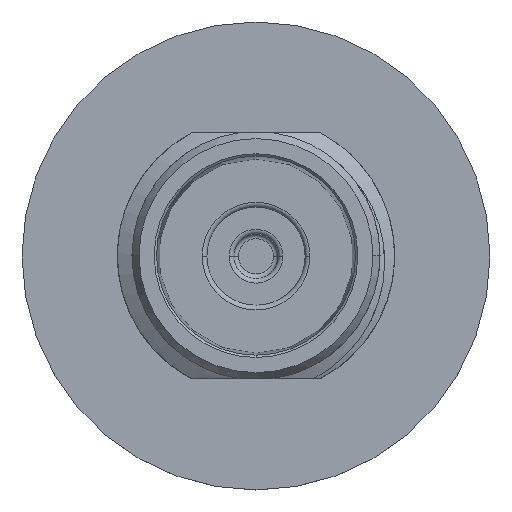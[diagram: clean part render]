
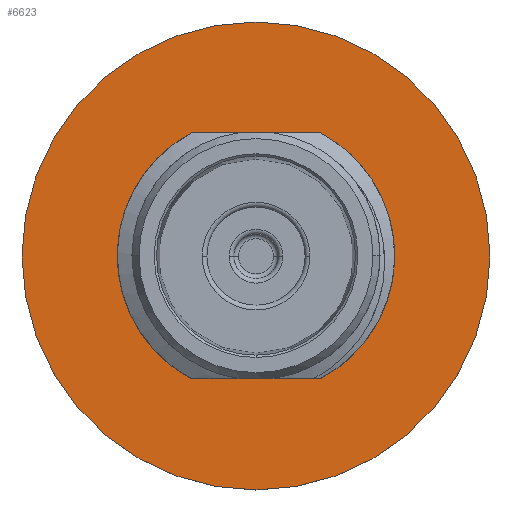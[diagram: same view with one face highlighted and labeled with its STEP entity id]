
A CAD part, top view. The second image highlights one B-rep face of the part: STEP entity #6623.
In plain terms, the highlighted planar face has unit normal (0, 0, 1).
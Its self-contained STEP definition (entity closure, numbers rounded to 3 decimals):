
#956=CARTESIAN_POINT('',(0.,0.,5.5));
#957=DIRECTION('',(0.,0.,1.));
#958=DIRECTION('',(1.,0.,0.));
#959=AXIS2_PLACEMENT_3D('',#956,#957,#958);
#961=CARTESIAN_POINT('',(0.,0.,5.5));
#962=DIRECTION('',(0.,0.,1.));
#963=DIRECTION('',(-1.,0.,0.));
#964=AXIS2_PLACEMENT_3D('',#961,#962,#963);
#966=CARTESIAN_POINT('',(-4.959,-3.242,5.5));
#967=CARTESIAN_POINT('',(-4.796,-3.468,5.5));
#968=CARTESIAN_POINT('',(-4.442,-3.891,5.5));
#969=CARTESIAN_POINT('',(-3.822,-4.451,5.5));
#970=CARTESIAN_POINT('',(-3.139,-4.91,5.5));
#971=CARTESIAN_POINT('',(-2.648,-5.148,5.5));
#972=CARTESIAN_POINT('',(-2.393,-5.25,5.5));
#974=DIRECTION('',(-1.,0.,0.));
#975=VECTOR('',#974,4.221);
#976=CARTESIAN_POINT('',(1.828,-5.25,5.5));
#977=LINE('',#976,#975);
#978=CARTESIAN_POINT('',(1.828,-5.25,5.5));
#979=CARTESIAN_POINT('',(2.099,-5.14,5.5));
#980=CARTESIAN_POINT('',(2.614,-4.882,5.5));
#981=CARTESIAN_POINT('',(3.315,-4.384,5.5));
#982=CARTESIAN_POINT('',(3.928,-3.781,5.5));
#983=CARTESIAN_POINT('',(4.434,-3.099,5.5));
#984=CARTESIAN_POINT('',(4.826,-2.345,5.5));
#985=CARTESIAN_POINT('',(5.003,-1.816,5.5));
#986=CARTESIAN_POINT('',(5.071,-1.542,5.5));
#988=CARTESIAN_POINT('',(4.528,2.755,5.5));
#989=CARTESIAN_POINT('',(4.405,2.983,5.5));
#990=CARTESIAN_POINT('',(4.128,3.417,5.5));
#991=CARTESIAN_POINT('',(3.621,4.004,5.5));
#992=CARTESIAN_POINT('',(3.026,4.519,5.5));
#993=CARTESIAN_POINT('',(2.365,4.941,5.5));
#994=CARTESIAN_POINT('',(1.886,5.158,5.5));
#995=CARTESIAN_POINT('',(1.636,5.25,5.5));
#997=DIRECTION('',(1.,0.,0.));
#998=VECTOR('',#997,3.834);
#999=CARTESIAN_POINT('',(-2.198,5.25,5.5));
#1000=LINE('',#999,#998);
#1001=CARTESIAN_POINT('',(-2.198,5.25,5.5));
#1002=CARTESIAN_POINT('',(-2.453,5.157,5.5));
#1003=CARTESIAN_POINT('',(-2.946,4.938,5.5));
#1004=CARTESIAN_POINT('',(-3.638,4.503,5.5));
#1005=CARTESIAN_POINT('',(-4.263,3.974,5.5));
#1006=CARTESIAN_POINT('',(-4.812,3.356,5.5));
#1007=CARTESIAN_POINT('',(-5.269,2.667,5.5));
#1008=CARTESIAN_POINT('',(-5.507,2.167,5.5));
#1009=CARTESIAN_POINT('',(-5.61,1.907,5.5));
#1011=CARTESIAN_POINT('',(-5.61,1.907,5.5));
#1012=CARTESIAN_POINT('',(-5.689,1.674,5.5));
#1013=CARTESIAN_POINT('',(-5.816,1.205,5.5));
#1014=CARTESIAN_POINT('',(-5.919,0.492,5.5));
#1015=CARTESIAN_POINT('',(-5.935,-0.223,5.5));
#1016=CARTESIAN_POINT('',(-5.864,-0.954,5.5));
#1017=CARTESIAN_POINT('',(-5.692,-1.711,5.5));
#1018=CARTESIAN_POINT('',(-5.397,-2.493,5.5));
#1019=CARTESIAN_POINT('',(-5.121,-2.995,5.5));
#1020=CARTESIAN_POINT('',(-4.959,-3.242,5.5));
#1057=CARTESIAN_POINT('',(-2.393,-5.25,5.5));
#1076=CARTESIAN_POINT('',(1.828,-5.25,5.5));
#1276=CARTESIAN_POINT('',(-2.198,5.25,5.5));
#1294=CARTESIAN_POINT('',(1.636,5.25,5.5));
#1382=CARTESIAN_POINT('',(0.,0.,5.5));
#1383=DIRECTION('',(0.,0.,-1.));
#1384=DIRECTION('',(0.854,0.52,0.));
#1385=AXIS2_PLACEMENT_3D('',#1382,#1383,#1384);
#4955=CARTESIAN_POINT('',(10.,0.,5.5));
#4956=CARTESIAN_POINT('',(-10.,0.,5.5));
#4957=VERTEX_POINT('',#4955);
#4958=VERTEX_POINT('',#4956);
#5695=CARTESIAN_POINT('',(4.528,2.755,5.5));
#5696=CARTESIAN_POINT('',(5.071,-1.542,5.5));
#5697=VERTEX_POINT('',#5695);
#5698=VERTEX_POINT('',#5696);
#5703=VERTEX_POINT('',#1011);
#5704=VERTEX_POINT('',#1020);
#5731=VERTEX_POINT('',#1294);
#5734=VERTEX_POINT('',#1276);
#5737=VERTEX_POINT('',#1057);
#5740=VERTEX_POINT('',#1076);
#6596=CARTESIAN_POINT('',(0.,0.,5.5));
#6597=DIRECTION('',(0.,0.,1.));
#6598=DIRECTION('',(1.,0.,0.));
#6599=AXIS2_PLACEMENT_3D('',#6596,#6597,#6598);
#6600=PLANE('',#6599);
#6601=ORIENTED_EDGE('',*,*,#6576,.F.);
#6602=ORIENTED_EDGE('',*,*,#6590,.F.);
#6603=EDGE_LOOP('',(#6601,#6602));
#6604=FACE_OUTER_BOUND('',#6603,.F.);
#6606=ORIENTED_EDGE('',*,*,#6605,.T.);
#6608=ORIENTED_EDGE('',*,*,#6607,.F.);
#6610=ORIENTED_EDGE('',*,*,#6609,.T.);
#6612=ORIENTED_EDGE('',*,*,#6611,.F.);
#6614=ORIENTED_EDGE('',*,*,#6613,.T.);
#6616=ORIENTED_EDGE('',*,*,#6615,.F.);
#6618=ORIENTED_EDGE('',*,*,#6617,.T.);
#6620=ORIENTED_EDGE('',*,*,#6619,.T.);
#6621=EDGE_LOOP('',(#6606,#6608,#6610,#6612,#6614,#6616,#6618,#6620));
#6622=FACE_BOUND('',#6621,.F.);
#960=CIRCLE('',#959,10.);
#965=CIRCLE('',#964,10.);
#973=B_SPLINE_CURVE_WITH_KNOTS('',3,(#966,#967,#968,#969,#970,#971,#972),
.UNSPECIFIED.,.F.,.F.,(4,1,1,1,4),(0.,0.25,0.5,0.75,1.),
.UNSPECIFIED.);
#987=B_SPLINE_CURVE_WITH_KNOTS('',3,(#978,#979,#980,#981,#982,#983,#984,#985,
#986),.UNSPECIFIED.,.F.,.F.,(4,1,1,1,1,1,4),(0.,0.167,
0.333,0.5,0.667,0.833,1.),
.UNSPECIFIED.);
#996=B_SPLINE_CURVE_WITH_KNOTS('',3,(#988,#989,#990,#991,#992,#993,#994,#995),
.UNSPECIFIED.,.F.,.F.,(4,1,1,1,1,4),(0.,0.2,0.4,0.6,0.8,1.),
.UNSPECIFIED.);
#1010=B_SPLINE_CURVE_WITH_KNOTS('',3,(#1001,#1002,#1003,#1004,#1005,#1006,#1007,
#1008,#1009),.UNSPECIFIED.,.F.,.F.,(4,1,1,1,1,1,4),(0.,0.167,
0.333,0.5,0.667,0.833,1.),
.UNSPECIFIED.);
#1021=B_SPLINE_CURVE_WITH_KNOTS('',3,(#1011,#1012,#1013,#1014,#1015,#1016,#1017,
#1018,#1019,#1020),.UNSPECIFIED.,.F.,.F.,(4,1,1,1,1,1,1,4),(0.,
0.143,0.286,0.429,0.571,
0.714,0.857,1.),.UNSPECIFIED.);
#1386=CIRCLE('',#1385,5.3);
#6576=EDGE_CURVE('',#4957,#4958,#960,.T.);
#6590=EDGE_CURVE('',#4958,#4957,#965,.T.);
#6605=EDGE_CURVE('',#5704,#5737,#973,.T.);
#6607=EDGE_CURVE('',#5740,#5737,#977,.T.);
#6609=EDGE_CURVE('',#5740,#5698,#987,.T.);
#6611=EDGE_CURVE('',#5697,#5698,#1386,.T.);
#6613=EDGE_CURVE('',#5697,#5731,#996,.T.);
#6615=EDGE_CURVE('',#5734,#5731,#1000,.T.);
#6617=EDGE_CURVE('',#5734,#5703,#1010,.T.);
#6619=EDGE_CURVE('',#5703,#5704,#1021,.T.);
#6623=ADVANCED_FACE('',(#6604,#6622),#6600,.T.);
